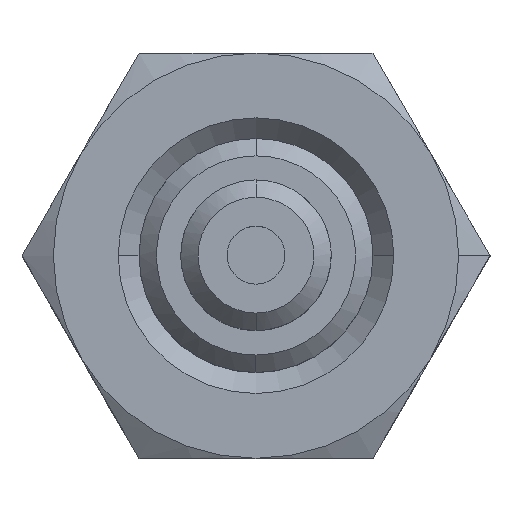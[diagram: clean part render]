
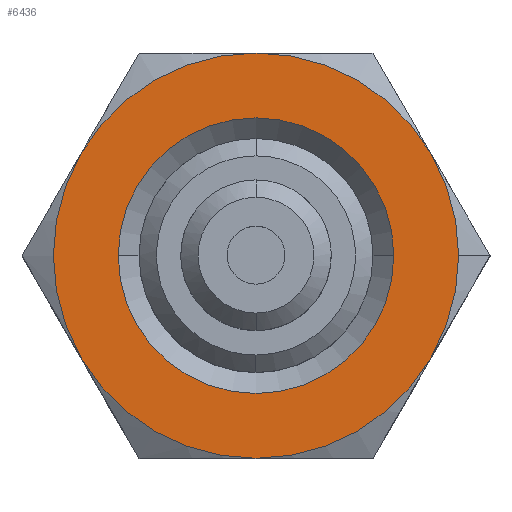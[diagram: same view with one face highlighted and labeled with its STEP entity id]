
A CAD part, top view. The second image highlights one B-rep face of the part: STEP entity #6436.
In plain terms, the highlighted planar face has unit normal (0, 0, 1).
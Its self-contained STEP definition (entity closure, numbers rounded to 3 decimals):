
#249=CARTESIAN_POINT('',(-3.031,-1.75,
-4.74));
#258=CARTESIAN_POINT('',(0.,0.,-4.74));
#259=DIRECTION('',(0.,0.,1.));
#260=DIRECTION('',(0.,-1.,0.));
#261=AXIS2_PLACEMENT_3D('',#258,#259,#260);
#263=CARTESIAN_POINT('',(0.,0.,-4.74));
#264=DIRECTION('',(0.,0.,1.));
#265=DIRECTION('',(-0.866,-0.5,0.));
#266=AXIS2_PLACEMENT_3D('',#263,#264,#265);
#268=CARTESIAN_POINT('',(0.,0.,-4.74));
#269=DIRECTION('',(0.,0.,1.));
#270=DIRECTION('',(-1.,0.,0.));
#271=AXIS2_PLACEMENT_3D('',#268,#269,#270);
#273=CARTESIAN_POINT('',(0.,0.,-4.74));
#274=DIRECTION('',(0.,0.,1.));
#275=DIRECTION('',(-0.866,0.5,0.));
#276=AXIS2_PLACEMENT_3D('',#273,#274,#275);
#278=CARTESIAN_POINT('',(0.,0.,-4.74));
#279=DIRECTION('',(0.,0.,1.));
#280=DIRECTION('',(0.,1.,0.));
#281=AXIS2_PLACEMENT_3D('',#278,#279,#280);
#283=CARTESIAN_POINT('',(0.,0.,-4.74));
#284=DIRECTION('',(0.,0.,1.));
#285=DIRECTION('',(0.866,0.5,0.));
#286=AXIS2_PLACEMENT_3D('',#283,#284,#285);
#288=CARTESIAN_POINT('',(0.,0.,-4.74));
#289=DIRECTION('',(0.,0.,1.));
#290=DIRECTION('',(1.,0.,0.));
#291=AXIS2_PLACEMENT_3D('',#288,#289,#290);
#293=CARTESIAN_POINT('',(0.,0.,-4.74));
#294=DIRECTION('',(0.,0.,1.));
#295=DIRECTION('',(0.866,-0.5,0.));
#296=AXIS2_PLACEMENT_3D('',#293,#294,#295);
#298=CARTESIAN_POINT('',(0.,0.,-4.74));
#299=DIRECTION('',(0.,0.,-1.));
#300=DIRECTION('',(1.,0.,0.));
#301=AXIS2_PLACEMENT_3D('',#298,#299,#300);
#303=CARTESIAN_POINT('',(0.,0.,-4.74));
#304=DIRECTION('',(0.,0.,-1.));
#305=DIRECTION('',(-1.,0.,0.));
#306=AXIS2_PLACEMENT_3D('',#303,#304,#305);
#317=CARTESIAN_POINT('',(0.,-3.5,
-4.74));
#326=CARTESIAN_POINT('',(-3.031,1.75,-4.74));
#353=CARTESIAN_POINT('',(0.,3.5,
-4.74));
#387=CARTESIAN_POINT('',(3.031,1.75,-4.74));
#393=CARTESIAN_POINT('',(3.031,-1.75,-4.74));
#5518=CARTESIAN_POINT('',(-2.38,0.,-4.74));
#5519=CARTESIAN_POINT('',(2.38,0.,-4.74));
#5520=VERTEX_POINT('',#5518);
#5521=VERTEX_POINT('',#5519);
#5523=VERTEX_POINT('',#387);
#5524=CARTESIAN_POINT('',(3.5,0.,-4.74));
#5525=VERTEX_POINT('',#5524);
#5529=VERTEX_POINT('',#353);
#5532=VERTEX_POINT('',#326);
#5534=VERTEX_POINT('',#317);
#5537=VERTEX_POINT('',#249);
#5538=VERTEX_POINT('',#393);
#5539=CARTESIAN_POINT('',(-3.5,0.,-4.74));
#5540=VERTEX_POINT('',#5539);
#6408=CARTESIAN_POINT('',(0.,0.,-4.74));
#6409=DIRECTION('',(0.,0.,-1.));
#6410=DIRECTION('',(1.,0.,0.));
#6411=AXIS2_PLACEMENT_3D('',#6408,#6409,#6410);
#6412=PLANE('',#6411);
#6414=ORIENTED_EDGE('',*,*,#6413,.F.);
#6415=ORIENTED_EDGE('',*,*,#6396,.F.);
#6417=ORIENTED_EDGE('',*,*,#6416,.F.);
#6419=ORIENTED_EDGE('',*,*,#6418,.F.);
#6421=ORIENTED_EDGE('',*,*,#6420,.F.);
#6423=ORIENTED_EDGE('',*,*,#6422,.F.);
#6425=ORIENTED_EDGE('',*,*,#6424,.F.);
#6427=ORIENTED_EDGE('',*,*,#6426,.F.);
#6428=EDGE_LOOP('',(#6414,#6415,#6417,#6419,#6421,#6423,#6425,#6427));
#6429=FACE_OUTER_BOUND('',#6428,.F.);
#6431=ORIENTED_EDGE('',*,*,#6430,.F.);
#6433=ORIENTED_EDGE('',*,*,#6432,.F.);
#6434=EDGE_LOOP('',(#6431,#6433));
#6435=FACE_BOUND('',#6434,.F.);
#6436=ADVANCED_FACE('',(#6429,#6435),#6412,.F.);
#262=CIRCLE('',#261,3.5);
#267=CIRCLE('',#266,3.5);
#272=CIRCLE('',#271,3.5);
#277=CIRCLE('',#276,3.5);
#282=CIRCLE('',#281,3.5);
#287=CIRCLE('',#286,3.5);
#292=CIRCLE('',#291,3.5);
#297=CIRCLE('',#296,3.5);
#302=CIRCLE('',#301,2.38);
#307=CIRCLE('',#306,2.38);
#6396=EDGE_CURVE('',#5537,#5534,#267,.T.);
#6413=EDGE_CURVE('',#5534,#5538,#262,.T.);
#6416=EDGE_CURVE('',#5540,#5537,#272,.T.);
#6418=EDGE_CURVE('',#5532,#5540,#277,.T.);
#6420=EDGE_CURVE('',#5529,#5532,#282,.T.);
#6422=EDGE_CURVE('',#5523,#5529,#287,.T.);
#6424=EDGE_CURVE('',#5525,#5523,#292,.T.);
#6426=EDGE_CURVE('',#5538,#5525,#297,.T.);
#6430=EDGE_CURVE('',#5521,#5520,#302,.T.);
#6432=EDGE_CURVE('',#5520,#5521,#307,.T.);
